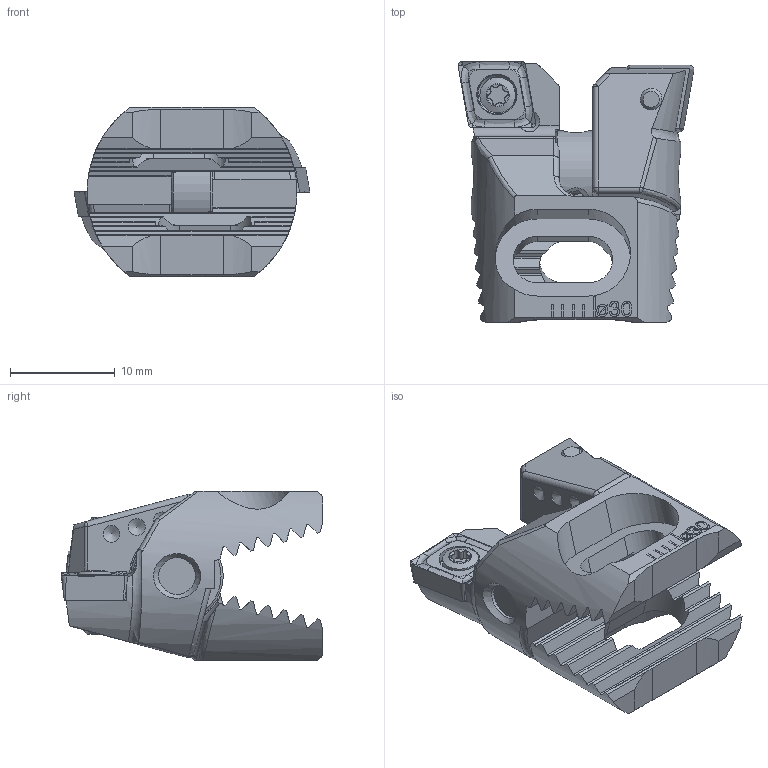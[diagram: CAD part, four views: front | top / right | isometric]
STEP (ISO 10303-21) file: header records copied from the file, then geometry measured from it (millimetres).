
FILE_DESCRIPTION (( 'STEP AP214' ), '1' );
FILE_NAME ('Z20.WCA.B13.015.STEP', '2020-08-14T11:49:38', ( '' ), ( '' ), 'SwSTEP 2.0', 'SolidWorks 2017', '' );
FILE_SCHEMA (( 'AUTOMOTIVE_DESIGN' ));
Length unit declared in the file: millimetre
Products named in the file (9): Z20.WCA.B13.015; Z20-ER3.000.018; WCA-ER2.001.006_A; Z20-ER3.001.018_A; Z20-ER3.002.004_A; Z20-xxx.001.015_D_versetzt; CCMT060204; ISO 4026 - M3 x 2; Z20-xxx.001.015_D
Assembly tree (12 placements, depth 3):
  Z20.WCA.B13.015
    Z20-xxx.001.015_D
    Z20-xxx.001.015_D_versetzt
    CCMT060204  x2
    WCA-ER2.001.006_A  x2
    Z20-ER3.000.018
      Z20-ER3.001.018_A
      Z20-ER3.002.004_A
      ISO 4026 - M3 x 2  x3
Bounding box: 22.5 x 24.95 x 16.2 mm (x, y, z)
Volume: 3144.8 mm3; surface area: 3796.3 mm2
Topology: 11 solids, 11 shells, 583 faces, 1521 edges, 971 vertices
Faces by surface type: plane 282, cylinder 116, bspline 108, cone 53, torus 14, sphere 10
Full cylindrical faces by diameter (mm): 1.6 x4, 2 x2, 2.05 x2, 2.5 x5, 2.8 x2, 3 x5, 3.4 x2, 3.5 x2, 3.85 x2, 4 x4, 8.8 x1
Entity records: 21807 total; most frequent: CARTESIAN_POINT 9416, ORIENTED_EDGE 2496, DIRECTION 1767, EDGE_CURVE 1248, VERTEX_POINT 833, LINE 613, VECTOR 613, EDGE_LOOP 589
